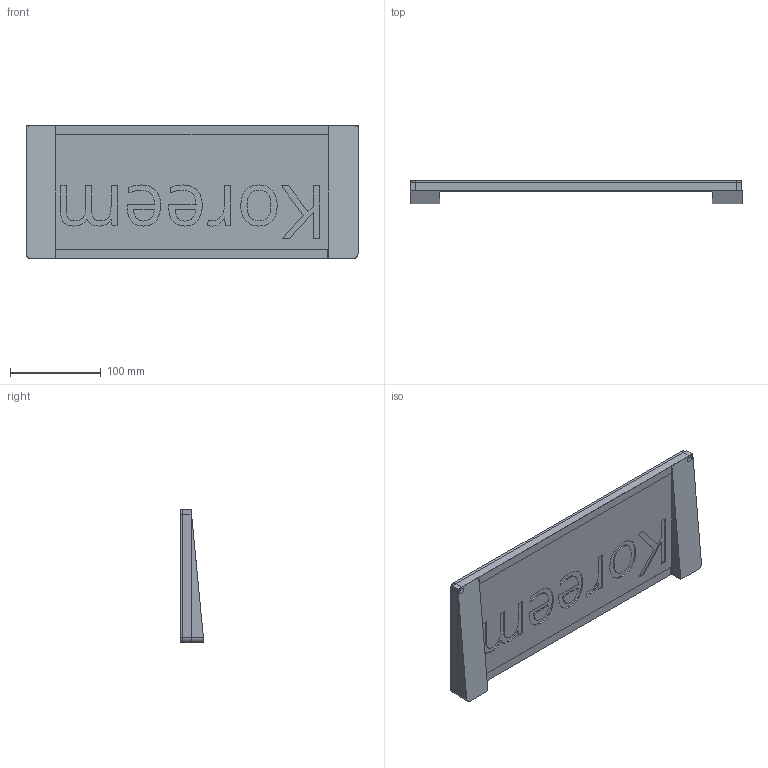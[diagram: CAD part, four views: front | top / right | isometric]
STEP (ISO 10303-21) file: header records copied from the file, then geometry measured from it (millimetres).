
FILE_DESCRIPTION(/* description */ ('STEP AP242','CAx-IF Rec.Pracs.---Representation and Presentation of Product Manufacturing Information (PMI)---4.0---2014-10-13','CAx-IF Rec.Pracs.---3D Tessellated Geometry---0.4---2014-09-14','2;1'),/* implementation_level */ '2;1');
FILE_NAME(/* name */ '688384039cc8316e854c56f0',/* time_stamp */ '2025-07-25T13:17:56Z',/* author */ (''),/* organization */ (''),/* preprocessor_version */ 'ST-DEVELOPER v20',/* originating_system */ 'ONSHAPE BY PTC INC, 1.201',/* authorisation */ ' ');
FILE_SCHEMA (('AP242_MANAGED_MODEL_BASED_3D_ENGINEERING_MIM_LF { 1 0 10303 442 1 1 4 }'));
Length unit declared in the file: metre
Products named in the file (19): Part 9; Part 7; Part 13; Part 8; Part 5; Part 6; Part 10; Part 14; Part 1; Part 11; Part 15; Part 2; Part 16; Part 3; Part 17; Part 4; Part 19; Part 18; Part 12
Bounding box: 365 x 26 x 146 mm (x, y, z)
Volume: 391420.6 mm3; surface area: 202405.2 mm2
Topology: 19 solids, 19 shells, 316 faces, 834 edges, 556 vertices
Faces by surface type: plane 156, bspline 136, cylinder 24
Full cylindrical faces by diameter (mm): 3.4 x4, 6 x12
Entity records: 10627 total; most frequent: CARTESIAN_POINT 3205, ORIENTED_EDGE 1636, DIRECTION 992, EDGE_CURVE 818, VERTEX_POINT 556, LINE 498, VECTOR 498, EDGE_LOOP 374
